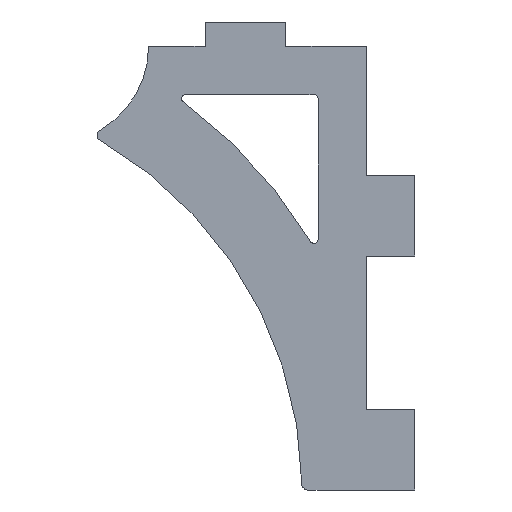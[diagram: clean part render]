
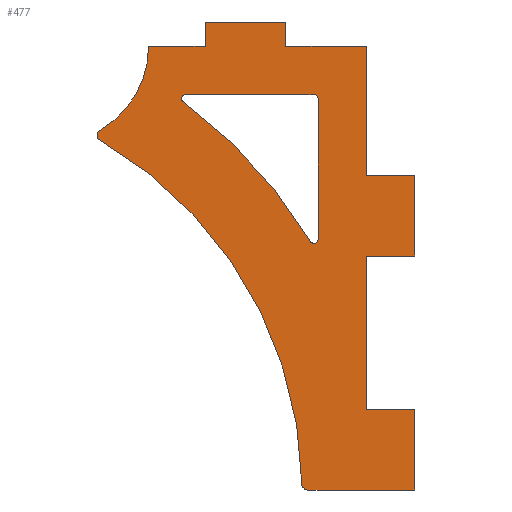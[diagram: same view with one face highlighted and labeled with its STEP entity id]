
A CAD part, left-side view. The second image highlights one B-rep face of the part: STEP entity #477.
In plain terms, the highlighted planar face has unit normal (-1, 0, 0).
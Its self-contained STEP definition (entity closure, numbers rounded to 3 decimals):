
#15=FACE_BOUND('',#68,.T.);
#19=PLANE('',#516);
#42=FACE_OUTER_BOUND('',#67,.T.);
#67=EDGE_LOOP('',(#355,#356,#357,#358,#359,#360,#361,#362,#363,#364,#365,
#366,#367,#368,#369,#370,#371));
#68=EDGE_LOOP('',(#372,#373,#374,#375,#376,#377));
#91=LINE('',#700,#144);
#94=LINE('',#709,#147);
#99=LINE('',#728,#152);
#100=LINE('',#730,#153);
#101=LINE('',#732,#154);
#102=LINE('',#734,#155);
#103=LINE('',#736,#156);
#104=LINE('',#738,#157);
#105=LINE('',#740,#158);
#106=LINE('',#742,#159);
#107=LINE('',#744,#160);
#108=LINE('',#746,#161);
#109=LINE('',#748,#162);
#110=LINE('',#750,#163);
#111=LINE('',#752,#164);
#144=VECTOR('',#564,17.441);
#147=VECTOR('',#575,15.938);
#152=VECTOR('',#594,13.256);
#153=VECTOR('',#595,10.);
#154=VECTOR('',#596,6.);
#155=VECTOR('',#597,19.);
#156=VECTOR('',#598,6.);
#157=VECTOR('',#599,10.);
#158=VECTOR('',#600,6.);
#159=VECTOR('',#601,16.);
#160=VECTOR('',#602,10.);
#161=VECTOR('',#603,3.);
#162=VECTOR('',#604,10.);
#163=VECTOR('',#605,3.);
#164=VECTOR('',#606,7.);
#193=CIRCLE('',#498,0.5);
#195=CIRCLE('',#501,59.641);
#197=CIRCLE('',#504,0.5);
#199=CIRCLE('',#508,0.5);
#201=CIRCLE('',#512,0.75);
#202=CIRCLE('',#514,50.);
#204=CIRCLE('',#517,12.);
#205=CIRCLE('',#518,0.75);
#210=VERTEX_POINT('',#679);
#211=VERTEX_POINT('',#681);
#213=VERTEX_POINT('',#687);
#216=VERTEX_POINT('',#694);
#217=VERTEX_POINT('',#696);
#219=VERTEX_POINT('',#705);
#222=VERTEX_POINT('',#715);
#223=VERTEX_POINT('',#717);
#224=VERTEX_POINT('',#721);
#226=VERTEX_POINT('',#727);
#227=VERTEX_POINT('',#729);
#228=VERTEX_POINT('',#731);
#229=VERTEX_POINT('',#733);
#230=VERTEX_POINT('',#735);
#231=VERTEX_POINT('',#737);
#232=VERTEX_POINT('',#739);
#233=VERTEX_POINT('',#741);
#234=VERTEX_POINT('',#743);
#235=VERTEX_POINT('',#745);
#236=VERTEX_POINT('',#747);
#237=VERTEX_POINT('',#749);
#238=VERTEX_POINT('',#751);
#239=VERTEX_POINT('',#753);
#256=EDGE_CURVE('',#210,#211,#193,.T.);
#260=EDGE_CURVE('',#210,#213,#195,.T.);
#263=EDGE_CURVE('',#216,#217,#197,.T.);
#265=EDGE_CURVE('',#216,#211,#91,.T.);
#269=EDGE_CURVE('',#219,#213,#199,.T.);
#270=EDGE_CURVE('',#219,#217,#94,.T.);
#274=EDGE_CURVE('',#222,#223,#201,.T.);
#276=EDGE_CURVE('',#223,#224,#202,.T.);
#279=EDGE_CURVE('',#226,#222,#99,.T.);
#280=EDGE_CURVE('',#227,#226,#100,.T.);
#281=EDGE_CURVE('',#228,#227,#101,.T.);
#282=EDGE_CURVE('',#229,#228,#102,.T.);
#283=EDGE_CURVE('',#230,#229,#103,.T.);
#284=EDGE_CURVE('',#231,#230,#104,.T.);
#285=EDGE_CURVE('',#232,#231,#105,.T.);
#286=EDGE_CURVE('',#233,#232,#106,.T.);
#287=EDGE_CURVE('',#234,#233,#107,.T.);
#288=EDGE_CURVE('',#235,#234,#108,.T.);
#289=EDGE_CURVE('',#236,#235,#109,.T.);
#290=EDGE_CURVE('',#237,#236,#110,.T.);
#291=EDGE_CURVE('',#238,#237,#111,.T.);
#292=EDGE_CURVE('',#239,#238,#204,.T.);
#293=EDGE_CURVE('',#224,#239,#205,.T.);
#355=ORIENTED_EDGE('',*,*,#274,.F.);
#356=ORIENTED_EDGE('',*,*,#279,.F.);
#357=ORIENTED_EDGE('',*,*,#280,.F.);
#358=ORIENTED_EDGE('',*,*,#281,.F.);
#359=ORIENTED_EDGE('',*,*,#282,.F.);
#360=ORIENTED_EDGE('',*,*,#283,.F.);
#361=ORIENTED_EDGE('',*,*,#284,.F.);
#362=ORIENTED_EDGE('',*,*,#285,.F.);
#363=ORIENTED_EDGE('',*,*,#286,.F.);
#364=ORIENTED_EDGE('',*,*,#287,.F.);
#365=ORIENTED_EDGE('',*,*,#288,.F.);
#366=ORIENTED_EDGE('',*,*,#289,.F.);
#367=ORIENTED_EDGE('',*,*,#290,.F.);
#368=ORIENTED_EDGE('',*,*,#291,.F.);
#369=ORIENTED_EDGE('',*,*,#292,.F.);
#370=ORIENTED_EDGE('',*,*,#293,.F.);
#371=ORIENTED_EDGE('',*,*,#276,.F.);
#372=ORIENTED_EDGE('',*,*,#260,.T.);
#373=ORIENTED_EDGE('',*,*,#269,.F.);
#374=ORIENTED_EDGE('',*,*,#270,.T.);
#375=ORIENTED_EDGE('',*,*,#263,.F.);
#376=ORIENTED_EDGE('',*,*,#265,.T.);
#377=ORIENTED_EDGE('',*,*,#256,.F.);
#477=ADVANCED_FACE('',(#42,#15),#19,.F.);
#498=AXIS2_PLACEMENT_3D('',#682,#544,#545);
#501=AXIS2_PLACEMENT_3D('',#689,#552,#553);
#504=AXIS2_PLACEMENT_3D('',#697,#559,#560);
#508=AXIS2_PLACEMENT_3D('',#707,#571,#572);
#512=AXIS2_PLACEMENT_3D('',#718,#582,#583);
#514=AXIS2_PLACEMENT_3D('',#722,#587,#588);
#516=AXIS2_PLACEMENT_3D('',#726,#592,#593);
#517=AXIS2_PLACEMENT_3D('',#754,#607,#608);
#518=AXIS2_PLACEMENT_3D('',#755,#609,#610);
#544=DIRECTION('center_axis',(-1.,0.,0.));
#545=DIRECTION('ref_axis',(0.,-0.268,-0.963));
#552=DIRECTION('center_axis',(-1.,0.,0.));
#553=DIRECTION('ref_axis',(0.,-0.57,0.822));
#559=DIRECTION('center_axis',(-1.,0.,0.));
#560=DIRECTION('ref_axis',(0.,-0.707,0.707));
#564=DIRECTION('',(0.,0.,-1.));
#571=DIRECTION('center_axis',(-1.,0.,0.));
#572=DIRECTION('ref_axis',(0.,0.95,0.311));
#575=DIRECTION('',(0.,-1.,0.));
#582=DIRECTION('center_axis',(1.,0.,0.));
#583=DIRECTION('ref_axis',(0.,0.702,-0.712));
#587=DIRECTION('center_axis',(-1.,0.,0.));
#588=DIRECTION('ref_axis',(0.,0.475,-0.88));
#592=DIRECTION('center_axis',(1.,0.,0.));
#593=DIRECTION('ref_axis',(0.,0.,-1.));
#594=DIRECTION('',(0.,1.,0.));
#595=DIRECTION('',(0.,0.,-1.));
#596=DIRECTION('',(0.,-1.,0.));
#597=DIRECTION('',(0.,0.,-1.));
#598=DIRECTION('',(0.,1.,0.));
#599=DIRECTION('',(0.,0.,-1.));
#600=DIRECTION('',(0.,-1.,0.));
#601=DIRECTION('',(0.,0.,-1.));
#602=DIRECTION('',(0.,-1.,0.));
#603=DIRECTION('',(0.,0.,-1.));
#604=DIRECTION('',(0.,-1.,0.));
#605=DIRECTION('',(0.,0.,1.));
#606=DIRECTION('',(0.,-1.,0.));
#607=DIRECTION('center_axis',(-1.,0.,0.));
#608=DIRECTION('ref_axis',(0.,1.,0.));
#609=DIRECTION('center_axis',(1.,0.,0.));
#610=DIRECTION('ref_axis',(0.,1.,0.));
#679=CARTESIAN_POINT('',(0.,-59.553,29.36));
#681=CARTESIAN_POINT('',(0.,-60.481,29.619));
#682=CARTESIAN_POINT('Origin',(0.,-59.981,29.619));
#687=CARTESIAN_POINT('',(0.,-43.747,46.657));
#689=CARTESIAN_POINT('Origin',(0.,-8.481,-1.44));
#694=CARTESIAN_POINT('',(0.,-60.481,47.06));
#696=CARTESIAN_POINT('',(0.,-59.981,47.56));
#697=CARTESIAN_POINT('Origin',(0.,-59.981,47.06));
#700=CARTESIAN_POINT('',(0.,-60.481,28.762));
#705=CARTESIAN_POINT('',(0.,-44.043,47.56));
#707=CARTESIAN_POINT('Origin',(0.,-44.043,47.06));
#709=CARTESIAN_POINT('',(0.,-59.697,47.56));
#715=CARTESIAN_POINT('',(0.,-59.226,-1.44));
#717=CARTESIAN_POINT('',(0.,-58.476,-0.701));
#718=CARTESIAN_POINT('Origin',(0.,-59.226,-0.69));
#721=CARTESIAN_POINT('',(0.,-33.475,41.865));
#722=CARTESIAN_POINT('Origin',(0.,-8.481,-1.44));
#726=CARTESIAN_POINT('Origin',(0.,-58.912,29.759));
#727=CARTESIAN_POINT('',(0.,-72.481,-1.44));
#728=CARTESIAN_POINT('',(0.,-72.481,-1.44));
#729=CARTESIAN_POINT('',(0.,-72.481,8.56));
#730=CARTESIAN_POINT('',(0.,-72.481,8.56));
#731=CARTESIAN_POINT('',(0.,-66.481,8.56));
#732=CARTESIAN_POINT('',(0.,-66.481,8.56));
#733=CARTESIAN_POINT('',(0.,-66.481,27.56));
#734=CARTESIAN_POINT('',(0.,-66.481,27.56));
#735=CARTESIAN_POINT('',(0.,-72.481,27.56));
#736=CARTESIAN_POINT('',(0.,-72.481,27.56));
#737=CARTESIAN_POINT('',(0.,-72.481,37.56));
#738=CARTESIAN_POINT('',(0.,-72.481,37.56));
#739=CARTESIAN_POINT('',(0.,-66.481,37.56));
#740=CARTESIAN_POINT('',(0.,-66.481,37.56));
#741=CARTESIAN_POINT('',(0.,-66.481,53.56));
#742=CARTESIAN_POINT('',(0.,-66.481,53.56));
#743=CARTESIAN_POINT('',(0.,-56.481,53.56));
#744=CARTESIAN_POINT('',(0.,-56.481,53.56));
#745=CARTESIAN_POINT('',(0.,-56.481,56.56));
#746=CARTESIAN_POINT('',(0.,-56.481,56.56));
#747=CARTESIAN_POINT('',(0.,-46.481,56.56));
#748=CARTESIAN_POINT('',(0.,-46.481,56.56));
#749=CARTESIAN_POINT('',(0.,-46.481,53.56));
#750=CARTESIAN_POINT('',(0.,-46.481,53.56));
#751=CARTESIAN_POINT('',(0.,-39.481,53.56));
#752=CARTESIAN_POINT('',(0.,-39.481,53.56));
#753=CARTESIAN_POINT('',(0.,-33.475,43.164));
#754=CARTESIAN_POINT('Origin',(0.,-27.481,53.56));
#755=CARTESIAN_POINT('Origin',(0.,-33.85,42.515));
